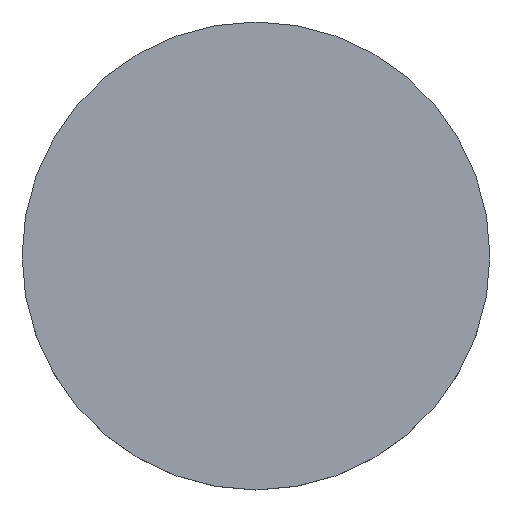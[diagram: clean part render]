
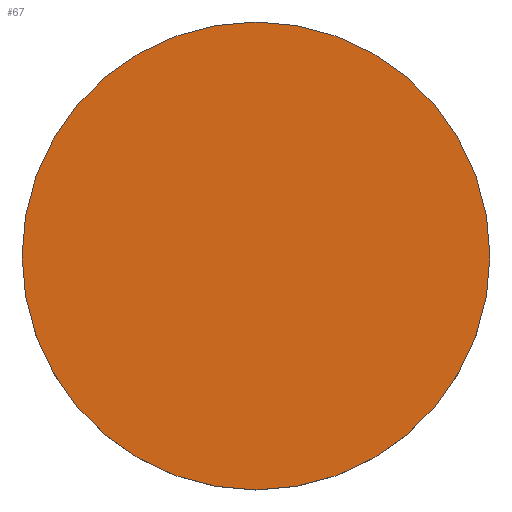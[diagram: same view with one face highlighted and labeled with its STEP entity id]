
A CAD part, top view. The second image highlights one B-rep face of the part: STEP entity #67.
In plain terms, the highlighted planar face has unit normal (0, 0, 1).
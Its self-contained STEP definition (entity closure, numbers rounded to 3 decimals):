
#6 = EDGE_CURVE ( 'NONE', #9, #111, #91, .T. ) ;
#9 = VERTEX_POINT ( 'NONE', #49 ) ;
#13 = CARTESIAN_POINT ( 'NONE',  ( 0., 0., 1.25 ) ) ;
#23 = CARTESIAN_POINT ( 'NONE',  ( 0., 0., 1.25 ) ) ;
#36 = DIRECTION ( 'NONE',  ( 1., 0., 0. ) ) ;
#39 = DIRECTION ( 'NONE',  ( 1., 0., 0. ) ) ;
#49 = CARTESIAN_POINT ( 'NONE',  ( 5., 0., 1.25 ) ) ;
#52 = CARTESIAN_POINT ( 'NONE',  ( -5., 0., 1.25 ) ) ;
#54 = ORIENTED_EDGE ( 'NONE', *, *, #62, .T. ) ;
#62 = EDGE_CURVE ( 'NONE', #111, #9, #119, .T. ) ;
#64 = EDGE_LOOP ( 'NONE', ( #54, #82 ) ) ;
#67 = ADVANCED_FACE ( 'NONE', ( #85 ), #127, .T. ) ;
#82 = ORIENTED_EDGE ( 'NONE', *, *, #6, .T. ) ;
#85 = FACE_OUTER_BOUND ( 'NONE', #64, .T. ) ;
#91 = CIRCLE ( 'NONE', #109, 5. ) ;
#99 = DIRECTION ( 'NONE',  ( 1., 0., 0. ) ) ;
#109 = AXIS2_PLACEMENT_3D ( 'NONE', #140, #113, #39 ) ;
#111 = VERTEX_POINT ( 'NONE', #52 ) ;
#113 = DIRECTION ( 'NONE',  ( 0., 0., 1. ) ) ;
#119 = CIRCLE ( 'NONE', #141, 5. ) ;
#125 = DIRECTION ( 'NONE',  ( 0., 0., 1. ) ) ;
#127 = PLANE ( 'NONE',  #150 ) ;
#140 = CARTESIAN_POINT ( 'NONE',  ( 0., 0., 1.25 ) ) ;
#141 = AXIS2_PLACEMENT_3D ( 'NONE', #13, #164, #36 ) ;
#150 = AXIS2_PLACEMENT_3D ( 'NONE', #23, #125, #99 ) ;
#164 = DIRECTION ( 'NONE',  ( 0., 0., 1. ) ) ;
